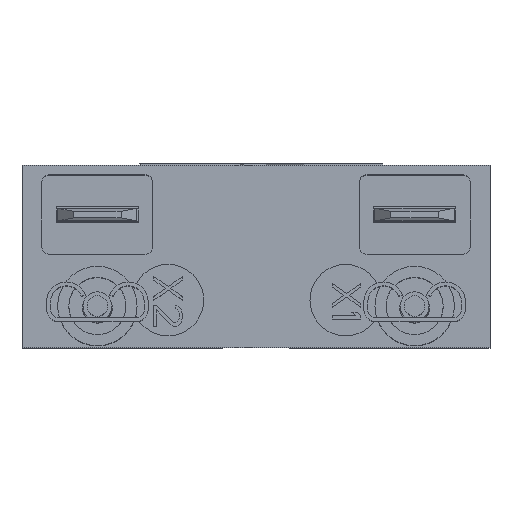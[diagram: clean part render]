
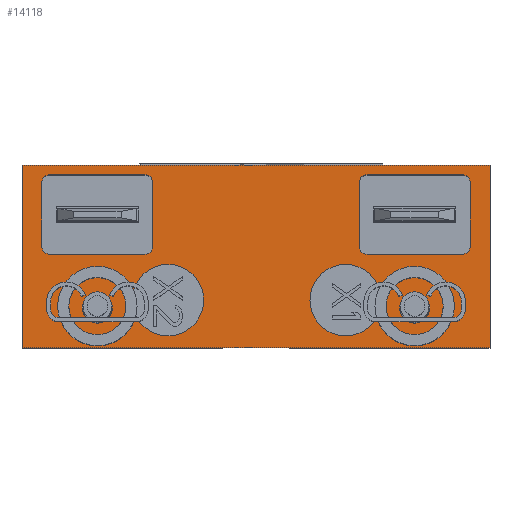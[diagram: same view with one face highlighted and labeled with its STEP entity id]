
A CAD part, top view. The second image highlights one B-rep face of the part: STEP entity #14118.
In plain terms, the highlighted planar face has unit normal (0, 0, 1).
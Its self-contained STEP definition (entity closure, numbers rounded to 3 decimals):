
#1971=DIRECTION('',(0.,-1.,0.));
#1972=VECTOR('',#1971,11.5);
#1973=CARTESIAN_POINT('',(-14.75,11.5,18.8));
#1974=LINE('',#1973,#1972);
#1975=DIRECTION('',(-1.,0.,0.));
#1976=VECTOR('',#1975,29.5);
#1977=CARTESIAN_POINT('',(14.75,11.5,18.8));
#1978=LINE('',#1977,#1976);
#1979=DIRECTION('',(0.,1.,0.));
#1980=VECTOR('',#1979,11.5);
#1981=CARTESIAN_POINT('',(14.75,0.,18.8));
#1982=LINE('',#1981,#1980);
#1983=DIRECTION('',(1.,0.,0.));
#1984=VECTOR('',#1983,29.5);
#1985=CARTESIAN_POINT('',(-14.75,0.,18.8));
#1986=LINE('',#1985,#1984);
#1987=CARTESIAN_POINT('',(-10.,2.5,18.8));
#1988=DIRECTION('',(0.,0.,1.));
#1989=DIRECTION('',(1.,0.,0.));
#1990=AXIS2_PLACEMENT_3D('',#1987,#1988,#1989);
#1992=CARTESIAN_POINT('',(-10.,2.5,18.8));
#1993=DIRECTION('',(0.,0.,1.));
#1994=DIRECTION('',(-1.,0.,0.));
#1995=AXIS2_PLACEMENT_3D('',#1992,#1993,#1994);
#1997=CARTESIAN_POINT('',(10.,2.5,18.8));
#1998=DIRECTION('',(0.,0.,1.));
#1999=DIRECTION('',(1.,0.,0.));
#2000=AXIS2_PLACEMENT_3D('',#1997,#1998,#1999);
#2002=CARTESIAN_POINT('',(10.,2.5,18.8));
#2003=DIRECTION('',(0.,0.,1.));
#2004=DIRECTION('',(-1.,0.,0.));
#2005=AXIS2_PLACEMENT_3D('',#2002,#2003,#2004);
#2007=CARTESIAN_POINT('',(-5.55,3.,18.8));
#2008=DIRECTION('',(0.,0.,1.));
#2009=DIRECTION('',(1.,0.,0.));
#2010=AXIS2_PLACEMENT_3D('',#2007,#2008,#2009);
#2012=CARTESIAN_POINT('',(-5.55,3.,18.8));
#2013=DIRECTION('',(0.,0.,1.));
#2014=DIRECTION('',(-1.,0.,0.));
#2015=AXIS2_PLACEMENT_3D('',#2012,#2013,#2014);
#2017=CARTESIAN_POINT('',(5.65,3.,18.8));
#2018=DIRECTION('',(0.,0.,1.));
#2019=DIRECTION('',(1.,0.,0.));
#2020=AXIS2_PLACEMENT_3D('',#2017,#2018,#2019);
#2022=CARTESIAN_POINT('',(5.65,3.,18.8));
#2023=DIRECTION('',(0.,0.,1.));
#2024=DIRECTION('',(-1.,0.,0.));
#2025=AXIS2_PLACEMENT_3D('',#2022,#2023,#2024);
#2027=CARTESIAN_POINT('',(-13.,10.4,18.8));
#2028=DIRECTION('',(0.,0.,1.));
#2029=DIRECTION('',(0.,1.,0.));
#2030=AXIS2_PLACEMENT_3D('',#2027,#2028,#2029);
#2032=DIRECTION('',(0.,-1.,0.));
#2033=VECTOR('',#2032,4.);
#2034=CARTESIAN_POINT('',(-13.5,10.4,18.8));
#2035=LINE('',#2034,#2033);
#2036=CARTESIAN_POINT('',(-13.,6.4,18.8));
#2037=DIRECTION('',(0.,0.,1.));
#2038=DIRECTION('',(-1.,0.,0.));
#2039=AXIS2_PLACEMENT_3D('',#2036,#2037,#2038);
#2041=DIRECTION('',(1.,0.,0.));
#2042=VECTOR('',#2041,6.);
#2043=CARTESIAN_POINT('',(-13.,5.9,18.8));
#2044=LINE('',#2043,#2042);
#2045=CARTESIAN_POINT('',(-7.,6.4,18.8));
#2046=DIRECTION('',(0.,0.,1.));
#2047=DIRECTION('',(0.,-1.,0.));
#2048=AXIS2_PLACEMENT_3D('',#2045,#2046,#2047);
#2050=DIRECTION('',(0.,1.,0.));
#2051=VECTOR('',#2050,4.);
#2052=CARTESIAN_POINT('',(-6.5,6.4,18.8));
#2053=LINE('',#2052,#2051);
#2054=CARTESIAN_POINT('',(-7.,10.4,18.8));
#2055=DIRECTION('',(0.,0.,1.));
#2056=DIRECTION('',(1.,0.,0.));
#2057=AXIS2_PLACEMENT_3D('',#2054,#2055,#2056);
#2059=DIRECTION('',(-1.,0.,0.));
#2060=VECTOR('',#2059,6.);
#2061=CARTESIAN_POINT('',(-7.,10.9,18.8));
#2062=LINE('',#2061,#2060);
#2063=DIRECTION('',(-1.,0.,0.));
#2064=VECTOR('',#2063,6.);
#2065=CARTESIAN_POINT('',(13.,10.9,18.8));
#2066=LINE('',#2065,#2064);
#2067=CARTESIAN_POINT('',(7.,10.4,18.8));
#2068=DIRECTION('',(0.,0.,1.));
#2069=DIRECTION('',(0.,1.,0.));
#2070=AXIS2_PLACEMENT_3D('',#2067,#2068,#2069);
#2072=DIRECTION('',(0.,-1.,0.));
#2073=VECTOR('',#2072,4.);
#2074=CARTESIAN_POINT('',(6.5,10.4,18.8));
#2075=LINE('',#2074,#2073);
#2076=CARTESIAN_POINT('',(7.,6.4,18.8));
#2077=DIRECTION('',(0.,0.,1.));
#2078=DIRECTION('',(-1.,0.,0.));
#2079=AXIS2_PLACEMENT_3D('',#2076,#2077,#2078);
#2081=DIRECTION('',(1.,0.,0.));
#2082=VECTOR('',#2081,6.);
#2083=CARTESIAN_POINT('',(7.,5.9,18.8));
#2084=LINE('',#2083,#2082);
#2085=CARTESIAN_POINT('',(13.,6.4,18.8));
#2086=DIRECTION('',(0.,0.,1.));
#2087=DIRECTION('',(0.,-1.,0.));
#2088=AXIS2_PLACEMENT_3D('',#2085,#2086,#2087);
#2090=DIRECTION('',(0.,1.,0.));
#2091=VECTOR('',#2090,4.);
#2092=CARTESIAN_POINT('',(13.5,6.4,18.8));
#2093=LINE('',#2092,#2091);
#2094=CARTESIAN_POINT('',(13.,10.4,18.8));
#2095=DIRECTION('',(0.,0.,1.));
#2096=DIRECTION('',(1.,0.,0.));
#2097=AXIS2_PLACEMENT_3D('',#2094,#2095,#2096);
#9634=CARTESIAN_POINT('',(-14.75,11.5,18.8));
#9635=CARTESIAN_POINT('',(-14.75,0.,18.8));
#9636=VERTEX_POINT('',#9634);
#9637=VERTEX_POINT('',#9635);
#9638=CARTESIAN_POINT('',(14.75,0.,18.8));
#9639=VERTEX_POINT('',#9638);
#9640=CARTESIAN_POINT('',(14.75,11.5,18.8));
#9641=VERTEX_POINT('',#9640);
#9642=CARTESIAN_POINT('',(-9.05,2.5,18.8));
#9643=CARTESIAN_POINT('',(-10.95,2.5,18.8));
#9644=VERTEX_POINT('',#9642);
#9645=VERTEX_POINT('',#9643);
#9646=CARTESIAN_POINT('',(10.95,2.5,18.8));
#9647=CARTESIAN_POINT('',(9.05,2.5,18.8));
#9648=VERTEX_POINT('',#9646);
#9649=VERTEX_POINT('',#9647);
#9658=CARTESIAN_POINT('',(-3.3,3.,18.8));
#9659=CARTESIAN_POINT('',(-7.8,3.,18.8));
#9660=VERTEX_POINT('',#9658);
#9661=VERTEX_POINT('',#9659);
#9662=CARTESIAN_POINT('',(7.9,3.,18.8));
#9663=CARTESIAN_POINT('',(3.4,3.,18.8));
#9664=VERTEX_POINT('',#9662);
#9665=VERTEX_POINT('',#9663);
#9934=CARTESIAN_POINT('',(-13.,10.9,18.8));
#9935=CARTESIAN_POINT('',(-13.5,10.4,18.8));
#9936=VERTEX_POINT('',#9934);
#9937=VERTEX_POINT('',#9935);
#9938=CARTESIAN_POINT('',(-13.5,6.4,18.8));
#9939=VERTEX_POINT('',#9938);
#9940=CARTESIAN_POINT('',(-13.,5.9,18.8));
#9941=VERTEX_POINT('',#9940);
#9942=CARTESIAN_POINT('',(-7.,5.9,18.8));
#9943=VERTEX_POINT('',#9942);
#9944=CARTESIAN_POINT('',(-6.5,6.4,18.8));
#9945=VERTEX_POINT('',#9944);
#9946=CARTESIAN_POINT('',(-6.5,10.4,18.8));
#9947=VERTEX_POINT('',#9946);
#9948=CARTESIAN_POINT('',(-7.,10.9,18.8));
#9949=VERTEX_POINT('',#9948);
#9950=CARTESIAN_POINT('',(13.,10.9,18.8));
#9951=CARTESIAN_POINT('',(7.,10.9,18.8));
#9952=VERTEX_POINT('',#9950);
#9953=VERTEX_POINT('',#9951);
#9954=CARTESIAN_POINT('',(6.5,10.4,18.8));
#9955=VERTEX_POINT('',#9954);
#9956=CARTESIAN_POINT('',(6.5,6.4,18.8));
#9957=VERTEX_POINT('',#9956);
#9958=CARTESIAN_POINT('',(7.,5.9,18.8));
#9959=VERTEX_POINT('',#9958);
#9960=CARTESIAN_POINT('',(13.,5.9,18.8));
#9961=VERTEX_POINT('',#9960);
#9962=CARTESIAN_POINT('',(13.5,6.4,18.8));
#9963=VERTEX_POINT('',#9962);
#9964=CARTESIAN_POINT('',(13.5,10.4,18.8));
#9965=VERTEX_POINT('',#9964);
#14048=CARTESIAN_POINT('',(0.,0.,18.8));
#14049=DIRECTION('',(0.,0.,1.));
#14050=DIRECTION('',(1.,0.,0.));
#14051=AXIS2_PLACEMENT_3D('',#14048,#14049,#14050);
#14052=PLANE('',#14051);
#14053=ORIENTED_EDGE('',*,*,#13605,.F.);
#14054=ORIENTED_EDGE('',*,*,#12745,.F.);
#14056=ORIENTED_EDGE('',*,*,#14055,.F.);
#14057=ORIENTED_EDGE('',*,*,#13624,.F.);
#14058=EDGE_LOOP('',(#14053,#14054,#14056,#14057));
#14059=FACE_OUTER_BOUND('',#14058,.F.);
#14060=ORIENTED_EDGE('',*,*,#14028,.T.);
#14061=ORIENTED_EDGE('',*,*,#14042,.T.);
#14062=EDGE_LOOP('',(#14060,#14061));
#14063=FACE_BOUND('',#14062,.F.);
#14065=ORIENTED_EDGE('',*,*,#14064,.T.);
#14067=ORIENTED_EDGE('',*,*,#14066,.T.);
#14068=EDGE_LOOP('',(#14065,#14067));
#14069=FACE_BOUND('',#14068,.F.);
#14071=ORIENTED_EDGE('',*,*,#14070,.T.);
#14073=ORIENTED_EDGE('',*,*,#14072,.T.);
#14074=EDGE_LOOP('',(#14071,#14073));
#14075=FACE_BOUND('',#14074,.F.);
#14077=ORIENTED_EDGE('',*,*,#14076,.T.);
#14079=ORIENTED_EDGE('',*,*,#14078,.T.);
#14080=EDGE_LOOP('',(#14077,#14079));
#14081=FACE_BOUND('',#14080,.F.);
#14083=ORIENTED_EDGE('',*,*,#14082,.T.);
#14085=ORIENTED_EDGE('',*,*,#14084,.T.);
#14087=ORIENTED_EDGE('',*,*,#14086,.T.);
#14089=ORIENTED_EDGE('',*,*,#14088,.T.);
#14091=ORIENTED_EDGE('',*,*,#14090,.T.);
#14093=ORIENTED_EDGE('',*,*,#14092,.T.);
#14095=ORIENTED_EDGE('',*,*,#14094,.T.);
#14097=ORIENTED_EDGE('',*,*,#14096,.T.);
#14098=EDGE_LOOP('',(#14083,#14085,#14087,#14089,#14091,#14093,#14095,#14097));
#14099=FACE_BOUND('',#14098,.F.);
#14101=ORIENTED_EDGE('',*,*,#14100,.T.);
#14103=ORIENTED_EDGE('',*,*,#14102,.T.);
#14105=ORIENTED_EDGE('',*,*,#14104,.T.);
#14107=ORIENTED_EDGE('',*,*,#14106,.T.);
#14109=ORIENTED_EDGE('',*,*,#14108,.T.);
#14111=ORIENTED_EDGE('',*,*,#14110,.T.);
#14113=ORIENTED_EDGE('',*,*,#14112,.T.);
#14115=ORIENTED_EDGE('',*,*,#14114,.T.);
#14116=EDGE_LOOP('',(#14101,#14103,#14105,#14107,#14109,#14111,#14113,#14115));
#14117=FACE_BOUND('',#14116,.F.);
#14118=ADVANCED_FACE('',(#14059,#14063,#14069,#14075,#14081,#14099,#14117),
#14052,.T.);
#1991=CIRCLE('',#1990,0.95);
#1996=CIRCLE('',#1995,0.95);
#2001=CIRCLE('',#2000,0.95);
#2006=CIRCLE('',#2005,0.95);
#2011=CIRCLE('',#2010,2.25);
#2016=CIRCLE('',#2015,2.25);
#2021=CIRCLE('',#2020,2.25);
#2026=CIRCLE('',#2025,2.25);
#2031=CIRCLE('',#2030,0.5);
#2040=CIRCLE('',#2039,0.5);
#2049=CIRCLE('',#2048,0.5);
#2058=CIRCLE('',#2057,0.5);
#2071=CIRCLE('',#2070,0.5);
#2080=CIRCLE('',#2079,0.5);
#2089=CIRCLE('',#2088,0.5);
#2098=CIRCLE('',#2097,0.5);
#12745=EDGE_CURVE('',#9641,#9636,#1978,.T.);
#13605=EDGE_CURVE('',#9636,#9637,#1974,.T.);
#13624=EDGE_CURVE('',#9637,#9639,#1986,.T.);
#14028=EDGE_CURVE('',#9644,#9645,#1991,.T.);
#14042=EDGE_CURVE('',#9645,#9644,#1996,.T.);
#14055=EDGE_CURVE('',#9639,#9641,#1982,.T.);
#14064=EDGE_CURVE('',#9648,#9649,#2001,.T.);
#14066=EDGE_CURVE('',#9649,#9648,#2006,.T.);
#14070=EDGE_CURVE('',#9660,#9661,#2011,.T.);
#14072=EDGE_CURVE('',#9661,#9660,#2016,.T.);
#14076=EDGE_CURVE('',#9664,#9665,#2021,.T.);
#14078=EDGE_CURVE('',#9665,#9664,#2026,.T.);
#14082=EDGE_CURVE('',#9936,#9937,#2031,.T.);
#14084=EDGE_CURVE('',#9937,#9939,#2035,.T.);
#14086=EDGE_CURVE('',#9939,#9941,#2040,.T.);
#14088=EDGE_CURVE('',#9941,#9943,#2044,.T.);
#14090=EDGE_CURVE('',#9943,#9945,#2049,.T.);
#14092=EDGE_CURVE('',#9945,#9947,#2053,.T.);
#14094=EDGE_CURVE('',#9947,#9949,#2058,.T.);
#14096=EDGE_CURVE('',#9949,#9936,#2062,.T.);
#14100=EDGE_CURVE('',#9952,#9953,#2066,.T.);
#14102=EDGE_CURVE('',#9953,#9955,#2071,.T.);
#14104=EDGE_CURVE('',#9955,#9957,#2075,.T.);
#14106=EDGE_CURVE('',#9957,#9959,#2080,.T.);
#14108=EDGE_CURVE('',#9959,#9961,#2084,.T.);
#14110=EDGE_CURVE('',#9961,#9963,#2089,.T.);
#14112=EDGE_CURVE('',#9963,#9965,#2093,.T.);
#14114=EDGE_CURVE('',#9965,#9952,#2098,.T.);
